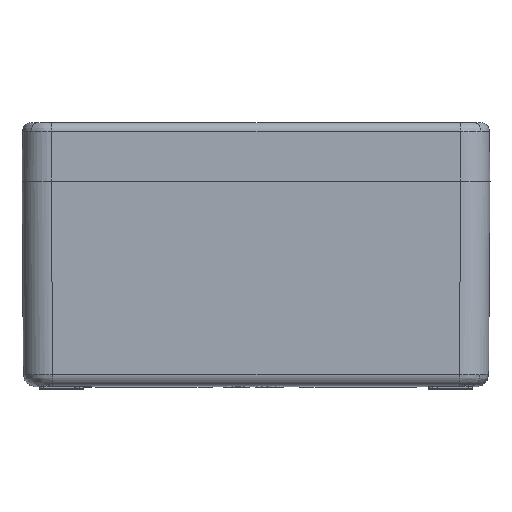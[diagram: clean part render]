
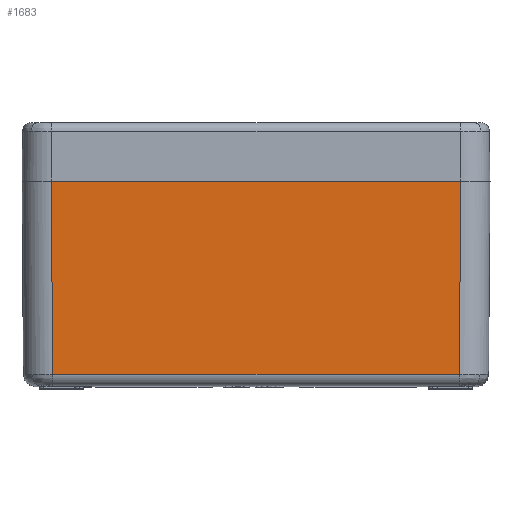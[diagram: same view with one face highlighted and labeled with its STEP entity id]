
A CAD part, top view. The second image highlights one B-rep face of the part: STEP entity #1683.
In plain terms, the highlighted planar face has unit normal (0, -0.007, 1).
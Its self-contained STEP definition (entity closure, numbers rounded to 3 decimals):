
#1683 = ADVANCED_FACE ( 'NONE', ( #36059 ), #61936, .T. ) ;
#3258 = ORIENTED_EDGE ( 'NONE', *, *, #14590, .T. ) ;
#4859 = EDGE_CURVE ( 'NONE', #51783, #46381, #18910, .T. ) ;
#7020 = ORIENTED_EDGE ( 'NONE', *, *, #16853, .T. ) ;
#12274 = EDGE_CURVE ( 'NONE', #46022, #17911, #37575, .T. ) ;
#12376 = ORIENTED_EDGE ( 'NONE', *, *, #12274, .T. ) ;
#12660 = LINE ( 'NONE', #47713, #63391 ) ;
#12882 = CARTESIAN_POINT ( 'NONE',  ( -70.001, 2.07, 80. ) ) ;
#14590 = EDGE_CURVE ( 'NONE', #46381, #46022, #50503, .T. ) ;
#16692 = DIRECTION ( 'NONE',  ( 0., -0.007, 1. ) ) ;
#16853 = EDGE_CURVE ( 'NONE', #17911, #51783, #12660, .T. ) ;
#17376 = AXIS2_PLACEMENT_3D ( 'NONE', #61512, #16692, #54064 ) ;
#17911 = VERTEX_POINT ( 'NONE', #63267 ) ;
#18260 = DIRECTION ( 'NONE',  ( 1., 0., 0. ) ) ;
#18910 = LINE ( 'NONE', #32403, #22035 ) ;
#22035 = VECTOR ( 'NONE', #32604, 1000. ) ;
#24500 = VECTOR ( 'NONE', #47369, 1000. ) ;
#32403 = CARTESIAN_POINT ( 'NONE',  ( 69.993, 0.953, 79.993 ) ) ;
#32604 = DIRECTION ( 'NONE',  ( 0.007, 1., 0.007 ) ) ;
#32936 = CARTESIAN_POINT ( 'NONE',  ( -80., -0.5, 79.983 ) ) ;
#33187 = CARTESIAN_POINT ( 'NONE',  ( 69.522, -66.528, 79.522 ) ) ;
#36059 = FACE_OUTER_BOUND ( 'NONE', #40365, .T. ) ;
#37575 = LINE ( 'NONE', #12882, #24500 ) ;
#40365 = EDGE_LOOP ( 'NONE', ( #12376, #7020, #50935, #3258 ) ) ;
#41437 = CARTESIAN_POINT ( 'NONE',  ( -69.983, -0.5, 79.983 ) ) ;
#42824 = DIRECTION ( 'NONE',  ( -1., 0., 0. ) ) ;
#46022 = VERTEX_POINT ( 'NONE', #41437 ) ;
#46381 = VERTEX_POINT ( 'NONE', #58733 ) ;
#47369 = DIRECTION ( 'NONE',  ( 0.007, -1., -0.007 ) ) ;
#47713 = CARTESIAN_POINT ( 'NONE',  ( 69.494, -66.528, 79.522 ) ) ;
#50503 = LINE ( 'NONE', #32936, #63479 ) ;
#50935 = ORIENTED_EDGE ( 'NONE', *, *, #4859, .T. ) ;
#51783 = VERTEX_POINT ( 'NONE', #33187 ) ;
#54064 = DIRECTION ( 'NONE',  ( 0., -1., -0.007 ) ) ;
#58733 = CARTESIAN_POINT ( 'NONE',  ( 69.983, -0.5, 79.983 ) ) ;
#61512 = CARTESIAN_POINT ( 'NONE',  ( -80., 2., 80. ) ) ;
#61936 = PLANE ( 'NONE',  #17376 ) ;
#63267 = CARTESIAN_POINT ( 'NONE',  ( -69.522, -66.528, 79.522 ) ) ;
#63391 = VECTOR ( 'NONE', #18260, 1000. ) ;
#63479 = VECTOR ( 'NONE', #42824, 1000. ) ;
